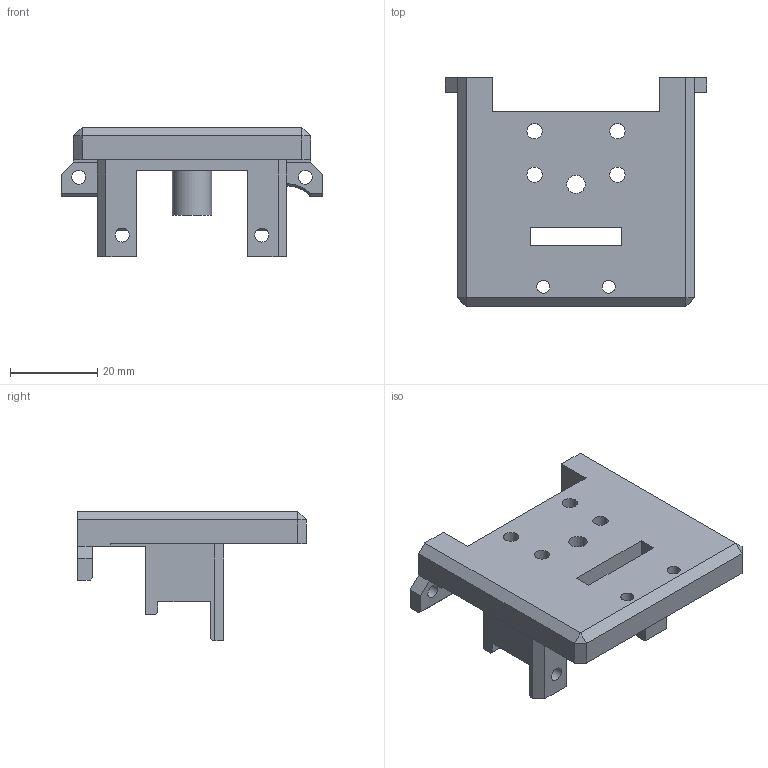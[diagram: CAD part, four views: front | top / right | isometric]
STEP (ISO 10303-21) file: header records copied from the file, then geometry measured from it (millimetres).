
FILE_DESCRIPTION(/* description */ (''),/* implementation_level */ '2;1');
FILE_NAME(/* name */ '20230713_ender-7_lgx_lite_extruder_mount.step',/* time_stamp */ '2023-07-13T23:49:02+10:00',/* author */ (''),/* organization */ (''),/* preprocessor_version */ 'ST-DEVELOPER v19.2',/* originating_system */ 'Autodesk Translation Framework v12.6.0.85',/* authorisation */ '');
FILE_SCHEMA (('AUTOMOTIVE_DESIGN { 1 0 10303 214 3 1 1 }'));
Length unit declared in the file: millimetre
Products named in the file (1): 20230713_ender-7_mosquito_hotend
Bounding box: 60 x 52.5 x 29.75 mm (x, y, z)
Volume: 20602.6 mm3; surface area: 10478.4 mm2
Topology: 1 solids, 1 shells, 85 faces, 232 edges, 151 vertices
Faces by surface type: plane 69, cylinder 15, cone 1
Full cylindrical faces by diameter (mm): 3 x2, 3.2 x4, 3.5 x4, 4.2 x1, 6 x2, 9 x1
Entity records: 2732 total; most frequent: CARTESIAN_POINT 472, ORIENTED_EDGE 464, DIRECTION 435, EDGE_CURVE 232, LINE 199, VECTOR 199, VERTEX_POINT 151, AXIS2_PLACEMENT_3D 118
